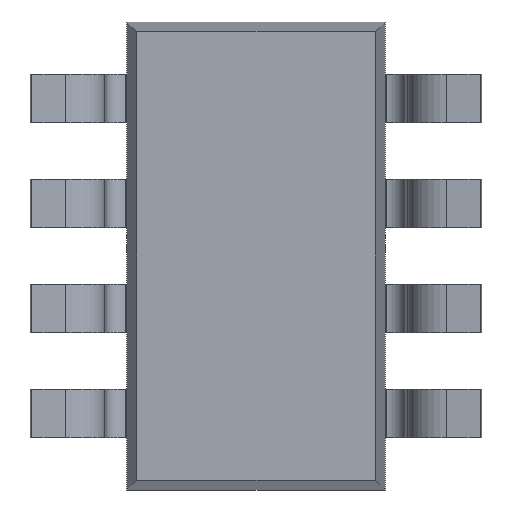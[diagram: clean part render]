
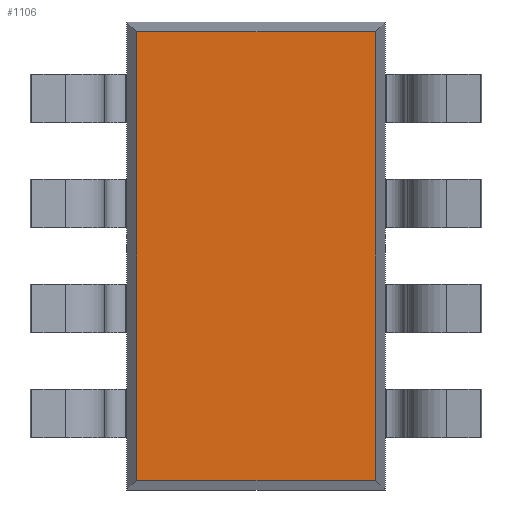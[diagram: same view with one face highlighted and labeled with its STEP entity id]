
A CAD part, front view. The second image highlights one B-rep face of the part: STEP entity #1106.
In plain terms, the highlighted planar face has unit normal (0, -1, 0).
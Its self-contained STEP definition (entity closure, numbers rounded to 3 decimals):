
#21 = CARTESIAN_POINT ( 'NONE',  ( -0.74, 0.1, -1.39 ) ) ;
#46 = EDGE_LOOP ( 'NONE', ( #1723, #329, #3665, #886 ) ) ;
#132 = LINE ( 'NONE', #1297, #2661 ) ;
#205 = EDGE_CURVE ( 'NONE', #436, #3772, #3905, .T. ) ;
#280 = CARTESIAN_POINT ( 'NONE',  ( -0.8, 0.1, -1.39 ) ) ;
#296 = CARTESIAN_POINT ( 'NONE',  ( 0.74, 0.1, -1.39 ) ) ;
#329 = ORIENTED_EDGE ( 'NONE', *, *, #1375, .T. ) ;
#436 = VERTEX_POINT ( 'NONE', #1160 ) ;
#458 = PLANE ( 'NONE',  #2914 ) ;
#527 = VERTEX_POINT ( 'NONE', #21 ) ;
#710 = DIRECTION ( 'NONE',  ( 0., 0., 1. ) ) ;
#759 = VERTEX_POINT ( 'NONE', #296 ) ;
#814 = CARTESIAN_POINT ( 'NONE',  ( 0.8, 0.1, 1.39 ) ) ;
#874 = DIRECTION ( 'NONE',  ( 1., 0., 0. ) ) ;
#886 = ORIENTED_EDGE ( 'NONE', *, *, #890, .T. ) ;
#890 = EDGE_CURVE ( 'NONE', #3772, #527, #3219, .T. ) ;
#1106 = ADVANCED_FACE ( 'NONE', ( #2678 ), #458, .T. ) ;
#1160 = CARTESIAN_POINT ( 'NONE',  ( 0.74, 0.1, 1.39 ) ) ;
#1202 = EDGE_CURVE ( 'NONE', #527, #759, #1817, .T. ) ;
#1297 = CARTESIAN_POINT ( 'NONE',  ( 0.74, 0.1, -1.45 ) ) ;
#1375 = EDGE_CURVE ( 'NONE', #759, #436, #132, .T. ) ;
#1557 = VECTOR ( 'NONE', #2072, 1000. ) ;
#1707 = DIRECTION ( 'NONE',  ( 0., -1., 0. ) ) ;
#1723 = ORIENTED_EDGE ( 'NONE', *, *, #1202, .T. ) ;
#1817 = LINE ( 'NONE', #280, #2645 ) ;
#1925 = VECTOR ( 'NONE', #2952, 1000. ) ;
#2072 = DIRECTION ( 'NONE',  ( -1., 0., 0. ) ) ;
#2560 = CARTESIAN_POINT ( 'NONE',  ( -0.74, 0.1, 1.45 ) ) ;
#2645 = VECTOR ( 'NONE', #874, 1000. ) ;
#2661 = VECTOR ( 'NONE', #710, 1000. ) ;
#2678 = FACE_OUTER_BOUND ( 'NONE', #46, .T. ) ;
#2914 = AXIS2_PLACEMENT_3D ( 'NONE', #3913, #1707, #3668 ) ;
#2952 = DIRECTION ( 'NONE',  ( 0., 0., -1. ) ) ;
#3219 = LINE ( 'NONE', #2560, #1925 ) ;
#3469 = CARTESIAN_POINT ( 'NONE',  ( -0.74, 0.1, 1.39 ) ) ;
#3665 = ORIENTED_EDGE ( 'NONE', *, *, #205, .T. ) ;
#3668 = DIRECTION ( 'NONE',  ( 0., 0., -1. ) ) ;
#3772 = VERTEX_POINT ( 'NONE', #3469 ) ;
#3905 = LINE ( 'NONE', #814, #1557 ) ;
#3913 = CARTESIAN_POINT ( 'NONE',  ( 0., 0.1, 0. ) ) ;
